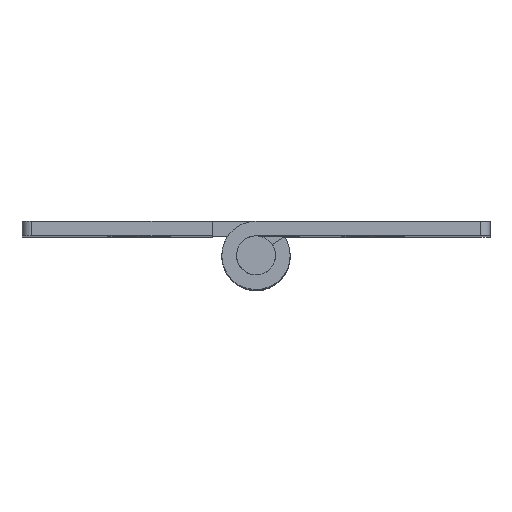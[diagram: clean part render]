
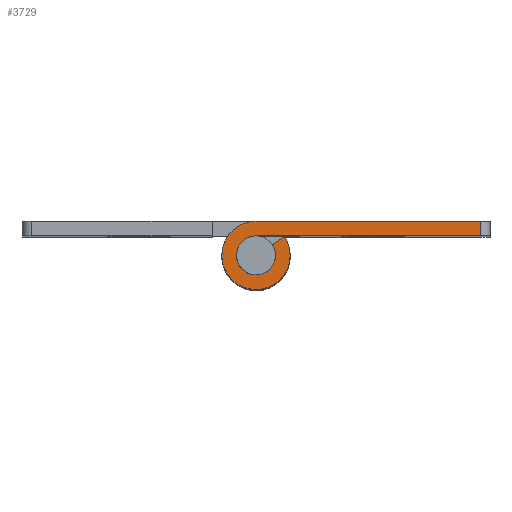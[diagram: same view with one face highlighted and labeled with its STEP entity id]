
A CAD part, top view. The second image highlights one B-rep face of the part: STEP entity #3729.
In plain terms, the highlighted free-form (B-spline) face has degree [1, 1] with [2, 2] control points.
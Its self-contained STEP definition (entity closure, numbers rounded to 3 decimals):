
#3554=CARTESIAN_POINT('',(23.,2.0,76.));
#3555=VERTEX_POINT('',#3554);
#3576=CARTESIAN_POINT('',(23.,3.5,76.));
#3577=VERTEX_POINT('',#3576);
#3591=CARTESIAN_POINT('',(23.,3.5,76.));
#3592=CARTESIAN_POINT('',(23.,2.0,76.));
#3593=QUASI_UNIFORM_CURVE('',1,(#3591,#3592),.UNSPECIFIED.,.F.,.U.);
#3594=EDGE_CURVE('',#3577,#3555,#3593,.T.);
#3660=CARTESIAN_POINT('',(-4.823,-3.847,76.));
#3661=CARTESIAN_POINT('',(24.324,-3.847,76.));
#3662=CARTESIAN_POINT('',(-4.823,3.85,76.));
#3663=CARTESIAN_POINT('',(24.324,3.85,76.));
#3664=B_SPLINE_SURFACE_WITH_KNOTS('',1,1,((#3660,#3662),(#3661,#3663)),.UNSPECIFIED.,.F.,.F.,.U.,(2,2),(2,2),(0.0,29.147),(0.0,7.696),.UNSPECIFIED.);
#3665=CARTESIAN_POINT('',(0.0,2.0,76.));
#3666=VERTEX_POINT('',#3665);
#3667=CARTESIAN_POINT('',(0.0,2.0,76.));
#3668=CARTESIAN_POINT('',(23.,2.0,76.));
#3669=QUASI_UNIFORM_CURVE('',1,(#3667,#3668),.UNSPECIFIED.,.F.,.U.);
#3670=EDGE_CURVE('',#3666,#3555,#3669,.T.);
#3671=ORIENTED_EDGE('',*,*,#3670,.T.);
#3672=ORIENTED_EDGE('',*,*,#3594,.F.);
#3673=CARTESIAN_POINT('',(0.0,3.5,76.));
#3674=VERTEX_POINT('',#3673);
#3675=CARTESIAN_POINT('',(23.,3.5,76.));
#3676=CARTESIAN_POINT('',(0.0,3.5,76.));
#3677=QUASI_UNIFORM_CURVE('',1,(#3675,#3676),.UNSPECIFIED.,.F.,.U.);
#3678=EDGE_CURVE('',#3577,#3674,#3677,.T.);
#3679=ORIENTED_EDGE('',*,*,#3678,.T.);
#3680=CARTESIAN_POINT('',(2.906,1.95,76.));
#3681=VERTEX_POINT('',#3680);
#3682=CARTESIAN_POINT('',(2.906,1.95,76.));
#3683=CARTESIAN_POINT('',(4.429,-0.319,76.));
#3684=CARTESIAN_POINT('',(2.597,-2.347,76.));
#3685=CARTESIAN_POINT('',(0.764,-4.374,76.));
#3686=CARTESIAN_POINT('',(-1.647,-3.088,76.));
#3687=CARTESIAN_POINT('',(-4.058,-1.802,76.));
#3688=CARTESIAN_POINT('',(-3.396,0.849,76.));
#3689=CARTESIAN_POINT('',(-2.733,3.5,76.));
#3690=CARTESIAN_POINT('',(0.0,3.5,76.));
#3698=(BOUNDED_CURVE()B_SPLINE_CURVE(2,(#3682,#3683,#3684,#3685,#3686,#3687,#3688,#3689,#3690),.UNSPECIFIED.,.F.,.U.)B_SPLINE_CURVE_WITH_KNOTS((3,2,2,2,3),(0.0,0.25,0.5,0.75,1.0),.UNSPECIFIED.)CURVE()GEOMETRIC_REPRESENTATION_ITEM()RATIONAL_B_SPLINE_CURVE((1.0,0.788,1.0,0.788,1.0,0.788,1.0,0.788,1.0))REPRESENTATION_ITEM(''));
#3699=EDGE_CURVE('',#3681,#3674,#3698,.T.);
#3700=ORIENTED_EDGE('',*,*,#3699,.F.);
#3701=CARTESIAN_POINT('',(1.661,1.114,76.));
#3702=VERTEX_POINT('',#3701);
#3703=CARTESIAN_POINT('',(2.906,1.95,76.));
#3704=CARTESIAN_POINT('',(1.661,1.114,76.));
#3705=QUASI_UNIFORM_CURVE('',1,(#3703,#3704),.UNSPECIFIED.,.F.,.U.);
#3706=EDGE_CURVE('',#3681,#3702,#3705,.T.);
#3707=ORIENTED_EDGE('',*,*,#3706,.T.);
#3708=CARTESIAN_POINT('',(1.661,1.114,76.));
#3709=CARTESIAN_POINT('',(2.531,-0.182,76.));
#3710=CARTESIAN_POINT('',(1.484,-1.341,76.));
#3711=CARTESIAN_POINT('',(0.437,-2.5,76.));
#3712=CARTESIAN_POINT('',(-0.941,-1.765,76.));
#3713=CARTESIAN_POINT('',(-2.319,-1.03,76.));
#3714=CARTESIAN_POINT('',(-1.94,0.485,76.));
#3715=CARTESIAN_POINT('',(-1.562,2.,76.));
#3716=CARTESIAN_POINT('',(0.0,2.0,76.));
#3724=(BOUNDED_CURVE()B_SPLINE_CURVE(2,(#3708,#3709,#3710,#3711,#3712,#3713,#3714,#3715,#3716),.UNSPECIFIED.,.F.,.U.)B_SPLINE_CURVE_WITH_KNOTS((3,2,2,2,3),(0.0,0.25,0.5,0.75,1.0),.UNSPECIFIED.)CURVE()GEOMETRIC_REPRESENTATION_ITEM()RATIONAL_B_SPLINE_CURVE((1.0,0.788,1.0,0.788,1.0,0.788,1.0,0.788,1.0))REPRESENTATION_ITEM(''));
#3725=EDGE_CURVE('',#3702,#3666,#3724,.T.);
#3726=ORIENTED_EDGE('',*,*,#3725,.T.);
#3727=EDGE_LOOP('',(#3671,#3672,#3679,#3700,#3707,#3726));
#3728=FACE_OUTER_BOUND('',#3727,.T.);
#3729=ADVANCED_FACE('',(#3728),#3664,.T.);
